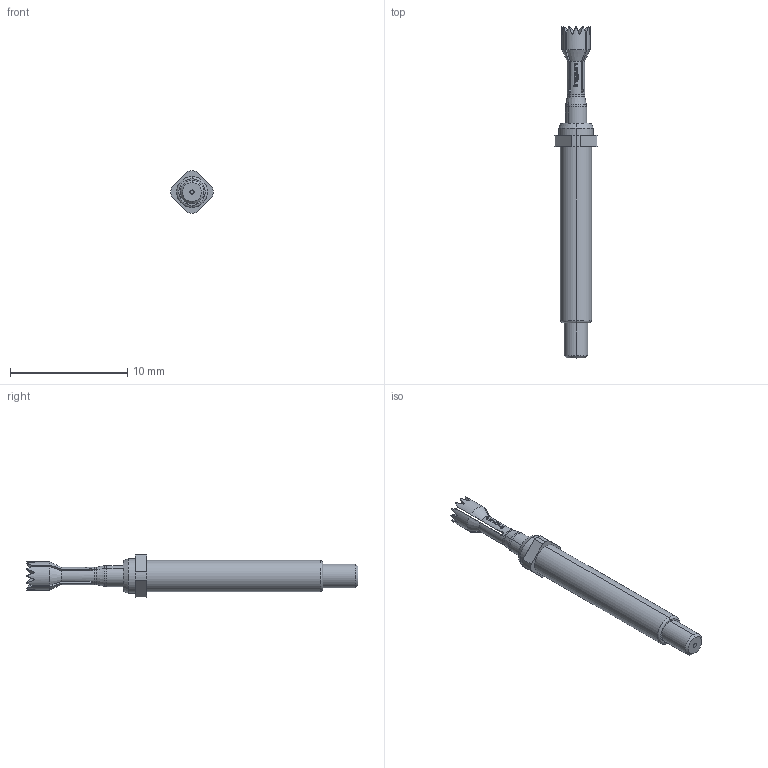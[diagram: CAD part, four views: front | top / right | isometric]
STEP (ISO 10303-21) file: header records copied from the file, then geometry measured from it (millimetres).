
FILE_DESCRIPTION (( 'STEP AP203' ), '1' );
FILE_NAME ('INGUN_BCP-667_368_240_A_xx02_M.STEP', '2025-03-27T08:14:40', ( '' ), ( '' ), 'SwSTEP 2.0', 'SolidWorks 2023', '' );
FILE_SCHEMA (( 'CONFIG_CONTROL_DESIGN' ));
Length unit declared in the file: millimetre
Products named in the file (1): INGUN_BCP-667_368_240_A_xx02_M
Bounding box: 3.59 x 28.3 x 3.6 mm (x, y, z)
Volume: 122.9 mm3; surface area: 269.4 mm2
Topology: 1 solids, 1 shells, 193 faces, 519 edges, 340 vertices
Faces by surface type: plane 64, cylinder 53, cone 44, bspline 22, torus 10
Entity records: 6754 total; most frequent: CARTESIAN_POINT 2149, ORIENTED_EDGE 1038, DIRECTION 823, EDGE_CURVE 519, VERTEX_POINT 340, AXIS2_PLACEMENT_3D 334, EDGE_LOOP 205, B_SPLINE_CURVE_WITH_KNOTS 202
